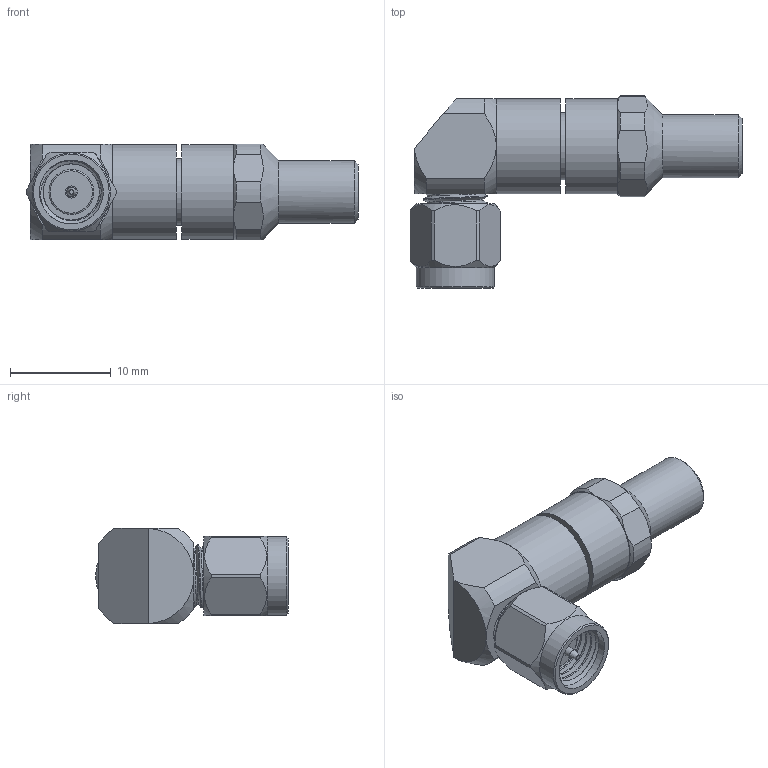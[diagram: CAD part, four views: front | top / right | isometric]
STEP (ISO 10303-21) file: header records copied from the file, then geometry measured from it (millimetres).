
FILE_DESCRIPTION (( 'STEP AP203' ), '1' );
FILE_NAME ('FMCN1467_3D.step', '2023-04-03T20:11:32', ( '' ), ( '' ), 'SwSTEP 2.0', 'SolidWorks 2022', '' );
FILE_SCHEMA (( 'CONFIG_CONTROL_DESIGN' ));
Length unit declared in the file: inch
Products named in the file (1): FMCN1467_3D
Bounding box: 32.94 x 19.08 x 9.53 mm (x, y, z)
Volume: 2143.3 mm3; surface area: 1696.3 mm2
Topology: 1 solids, 1 shells, 92 faces, 220 edges, 141 vertices
Faces by surface type: cylinder 33, plane 31, cone 20, bspline 7, torus 1
Full cylindrical faces by diameter (mm): 0.94 x1, 1.194 x1, 4.445 x1, 4.572 x1, 6.223 x1, 6.35 x6, 6.627 x1, 7.762 x1, 9.398 x2
Entity records: 4086 total; most frequent: CARTESIAN_POINT 2269, ORIENTED_EDGE 352, DIRECTION 341, EDGE_CURVE 176, AXIS2_PLACEMENT_3D 152, VERTEX_POINT 121, EDGE_LOOP 115, FACE_OUTER_BOUND 97
